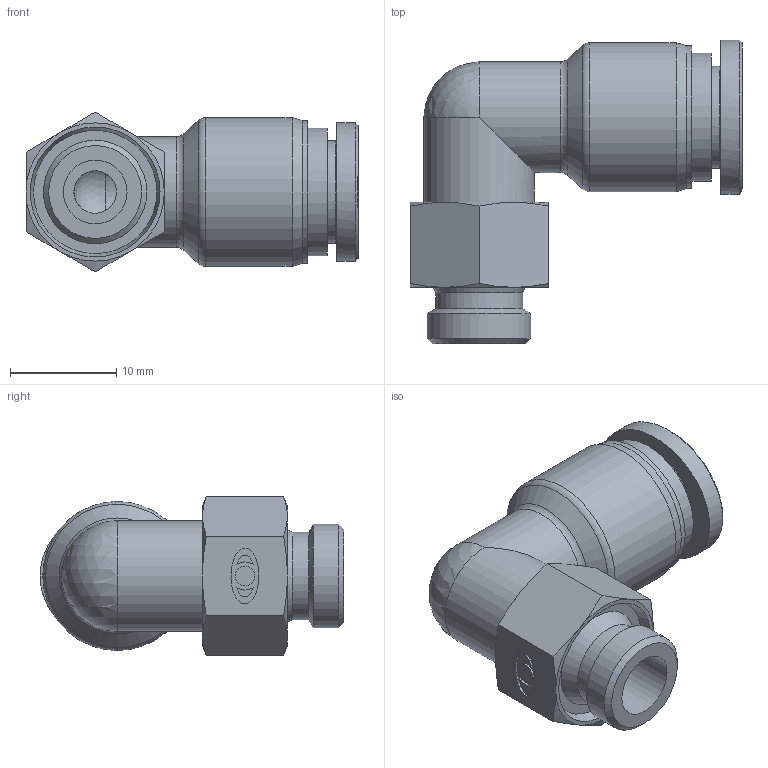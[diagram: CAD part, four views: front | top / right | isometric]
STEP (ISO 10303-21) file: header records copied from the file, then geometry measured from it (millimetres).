
FILE_DESCRIPTION((''),'2;1');
FILE_NAME('F-PL 08G01.stp','2020-12-01T18:21:22',('Administrator'),(''),'Autodesk Inventor 2013','Autodesk Inventor 2013','');
FILE_SCHEMA(('CONFIG_CONTROL_DESIGN'));
Length unit declared in the file: millimetre
Products named in the file (4): F-PL 08G01; F-PL 0801 BODY; F-BODY G01(SUS) ; F-SLEEVE 08(SUS)
Assembly tree (3 placements, depth 2):
  F-PL 08G01
    F-PL 0801 BODY
    F-BODY G01(SUS) 
    F-SLEEVE 08(SUS)
Bounding box: 31.2 x 28.55 x 15.01 mm (x, y, z)
Volume: 3500.4 mm3; surface area: 3430.8 mm2
Topology: 3 solids, 3 shells, 305 faces, 792 edges, 519 vertices
Faces by surface type: bspline 138, plane 127, cone 20, cylinder 16, sphere 2, torus 2
Full cylindrical faces by diameter (mm): 1.841 x1, 4 x1, 6 x2, 8.15 x1, 8.2 x2, 9.6 x1, 9.728 x1, 10.4 x2, 12 x1, 13.4 x1, 14 x1
Entity records: 9523 total; most frequent: CARTESIAN_POINT 3022, ORIENTED_EDGE 1516, DIRECTION 872, EDGE_CURVE 758, VERTEX_POINT 512, VECTOR 404, LINE 404, EDGE_LOOP 364
